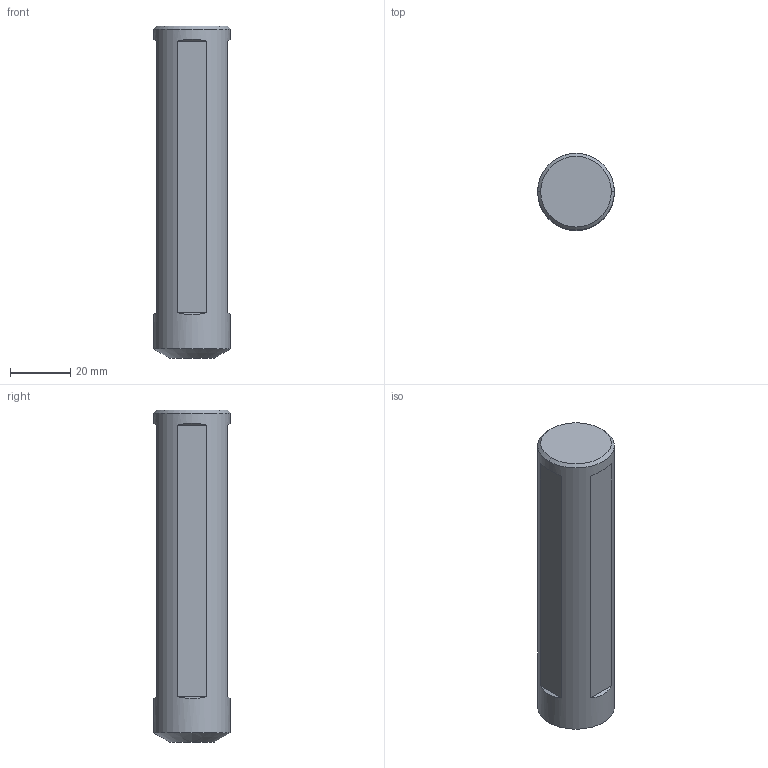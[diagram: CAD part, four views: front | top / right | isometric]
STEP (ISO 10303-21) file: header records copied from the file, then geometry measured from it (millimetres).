
FILE_DESCRIPTION(/* description */ (''),/* implementation_level */ '2;1');
FILE_NAME(/* name */ '1586151510987.stp',/* time_stamp */ '2020-04-06T11:08:57+06:00',/* author */ (''),/* organization */ ('SMS'),/* preprocessor_version */ 'ST-DEVELOPER v16.7',/* originating_system */ 'SIEMENS PLM Software NX 12.0',/* authorisation */ '');
FILE_SCHEMA (('AUTOMOTIVE_DESIGN { 1 0 10303 214 3 1 1 1 }'));
Length unit declared in the file: millimetre
Products named in the file (1): 202036478mod000_00
Bounding box: 25.4 x 25.4 x 110 mm (x, y, z)
Volume: 52507.1 mm3; surface area: 9739.6 mm2
Topology: 1 solids, 1 shells, 21 faces, 50 edges, 37 vertices
Faces by surface type: plane 15, cone 4, cylinder 2
Full cylindrical faces by diameter (mm): 4 x1, 25.4 x1
Entity records: 726 total; most frequent: CARTESIAN_POINT 149, DIRECTION 108, ORIENTED_EDGE 106, EDGE_CURVE 53, VERTEX_POINT 41, AXIS2_PLACEMENT_3D 39, LINE 30, VECTOR 30
